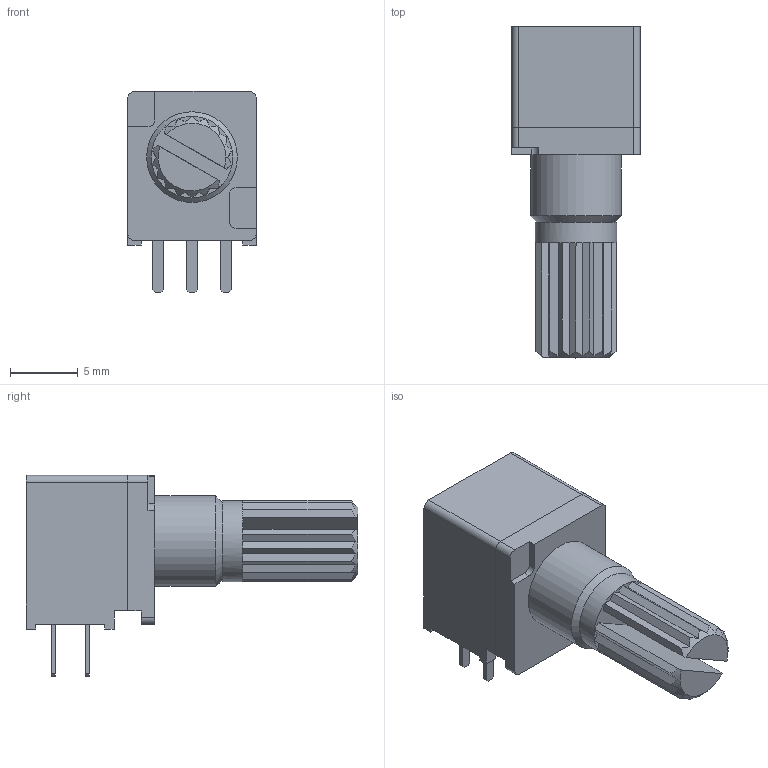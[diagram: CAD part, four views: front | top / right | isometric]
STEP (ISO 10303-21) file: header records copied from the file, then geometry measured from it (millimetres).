
FILE_DESCRIPTION(('FreeCAD Model'),'2;1');
FILE_NAME('Open CASCADE Shape Model','2021-11-28T23:47:21',('Author'),( ''),'Open CASCADE STEP processor 7.4','FreeCAD','Unknown');
FILE_SCHEMA(('AUTOMOTIVE_DESIGN { 1 0 10303 214 1 1 1 1 }'));
Length unit declared in the file: millimetre
Products named in the file (4): rk097__dual; Shape0_3301242311515169; Shape0_647378370543986; Shape0_6685111420368065
Assembly tree (3 placements, depth 2):
  rk097__dual
    Shape0_3301242311515169
    Shape0_647378370543986
    Shape0_6685111420368065
Bounding box: 9.5 x 24.5 x 14.85 mm (x, y, z)
Volume: 1352.7 mm3; surface area: 1237.9 mm2
Topology: 8 solids, 8 shells, 151 faces, 371 edges, 238 vertices
Faces by surface type: plane 135, cylinder 12, cone 4
Full cylindrical faces by diameter (mm): 6 x1, 6.7 x1
Entity records: 9442 total; most frequent: CARTESIAN_POINT 1872, DIRECTION 1393, LINE 876, VECTOR 876, ORIENTED_EDGE 742, PCURVE 742, DEFINITIONAL_REPRESENTATION 742, EDGE_CURVE 371
